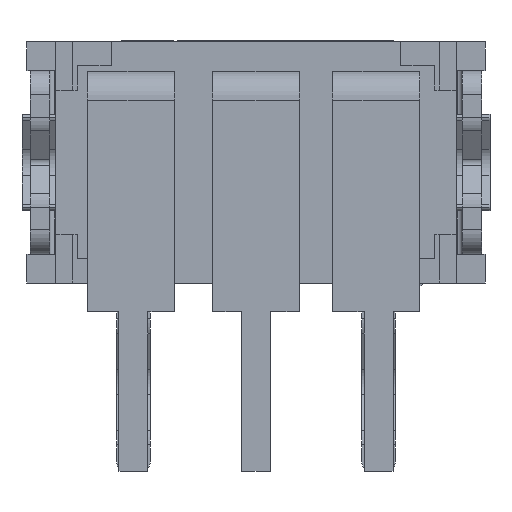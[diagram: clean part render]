
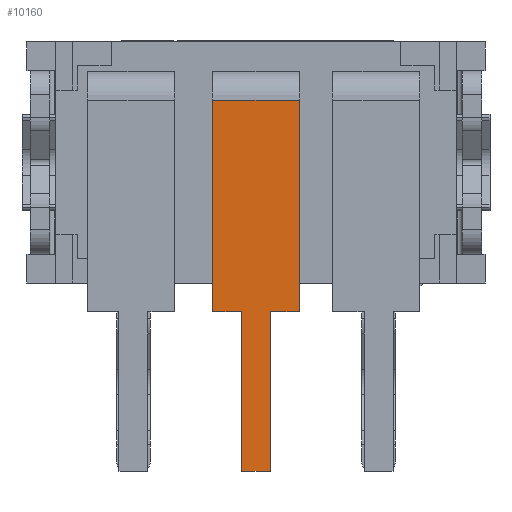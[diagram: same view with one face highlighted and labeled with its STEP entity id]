
A CAD part, front view. The second image highlights one B-rep face of the part: STEP entity #10160.
In plain terms, the highlighted planar face has unit normal (0, -1, 0).
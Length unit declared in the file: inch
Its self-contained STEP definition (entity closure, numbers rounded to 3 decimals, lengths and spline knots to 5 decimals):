
#568=FACE_OUTER_BOUND('',#1126,.T.);
#1126=EDGE_LOOP('',(#7088,#7089,#7090,#7091,#7092,#7093,#7094,#7095));
#1834=LINE('',#14480,#3065);
#1840=LINE('',#14492,#3071);
#1843=LINE('',#14500,#3074);
#1848=LINE('',#14513,#3079);
#1865=LINE('',#14557,#3096);
#1866=LINE('',#14559,#3097);
#1867=LINE('',#14560,#3098);
#1868=LINE('',#14561,#3099);
#3065=VECTOR('',#11760,0.3937);
#3071=VECTOR('',#11768,0.3937);
#3074=VECTOR('',#11775,0.3937);
#3079=VECTOR('',#11786,0.3937);
#3096=VECTOR('',#11823,0.3937);
#3097=VECTOR('',#11824,0.3937);
#3098=VECTOR('',#11825,0.3937);
#3099=VECTOR('',#11826,0.3937);
#4254=VERTEX_POINT('',#14476);
#4256=VERTEX_POINT('',#14479);
#4259=VERTEX_POINT('',#14486);
#4261=VERTEX_POINT('',#14490);
#4264=VERTEX_POINT('',#14498);
#4269=VERTEX_POINT('',#14512);
#4286=VERTEX_POINT('',#14556);
#4287=VERTEX_POINT('',#14558);
#5323=EDGE_CURVE('',#4256,#4254,#1834,.T.);
#5329=EDGE_CURVE('',#4259,#4261,#1840,.T.);
#5333=EDGE_CURVE('',#4261,#4264,#1843,.T.);
#5340=EDGE_CURVE('',#4269,#4256,#1848,.T.);
#5362=EDGE_CURVE('',#4254,#4286,#1865,.T.);
#5363=EDGE_CURVE('',#4286,#4287,#1866,.T.);
#5364=EDGE_CURVE('',#4287,#4259,#1867,.T.);
#5365=EDGE_CURVE('',#4264,#4269,#1868,.T.);
#7088=ORIENTED_EDGE('',*,*,#5362,.T.);
#7089=ORIENTED_EDGE('',*,*,#5363,.T.);
#7090=ORIENTED_EDGE('',*,*,#5364,.T.);
#7091=ORIENTED_EDGE('',*,*,#5329,.T.);
#7092=ORIENTED_EDGE('',*,*,#5333,.T.);
#7093=ORIENTED_EDGE('',*,*,#5365,.T.);
#7094=ORIENTED_EDGE('',*,*,#5340,.T.);
#7095=ORIENTED_EDGE('',*,*,#5323,.T.);
#9736=PLANE('',#10765);
#10160=ADVANCED_FACE('',(#568),#9736,.T.);
#10765=AXIS2_PLACEMENT_3D('',#14555,#11821,#11822);
#11760=DIRECTION('',(1.,0.,0.));
#11768=DIRECTION('',(1.,0.,0.));
#11775=DIRECTION('',(0.,0.,1.));
#11786=DIRECTION('',(0.,0.,-1.));
#11821=DIRECTION('center_axis',(0.,-1.,0.));
#11822=DIRECTION('ref_axis',(-1.,0.,0.));
#11823=DIRECTION('',(0.,0.,-1.));
#11824=DIRECTION('',(1.,0.,0.));
#11825=DIRECTION('',(0.,0.,1.));
#11826=DIRECTION('',(-1.,0.,0.));
#14476=CARTESIAN_POINT('',(-0.01181,-0.09882,-0.12205));
#14479=CARTESIAN_POINT('',(-0.03543,-0.09882,-0.12205));
#14480=CARTESIAN_POINT('',(0.,-0.09882,-0.12205));
#14486=CARTESIAN_POINT('',(0.01181,-0.09882,-0.12205));
#14490=CARTESIAN_POINT('',(0.03543,-0.09882,-0.12205));
#14492=CARTESIAN_POINT('',(0.,-0.09882,-0.12205));
#14498=CARTESIAN_POINT('',(0.03543,-0.09882,0.0507));
#14500=CARTESIAN_POINT('',(0.03543,-0.09882,0.0507));
#14512=CARTESIAN_POINT('',(-0.03543,-0.09882,0.0507));
#14513=CARTESIAN_POINT('',(-0.03543,-0.09882,0.0507));
#14555=CARTESIAN_POINT('Origin',(0.,-0.09882,0.0507));
#14556=CARTESIAN_POINT('',(-0.01181,-0.09882,-0.25197));
#14557=CARTESIAN_POINT('',(-0.01181,-0.09882,0.0507));
#14558=CARTESIAN_POINT('',(0.01181,-0.09882,-0.25197));
#14559=CARTESIAN_POINT('',(0.,-0.09882,-0.25197));
#14560=CARTESIAN_POINT('',(0.01181,-0.09882,0.0507));
#14561=CARTESIAN_POINT('',(0.,-0.09882,0.0507));
